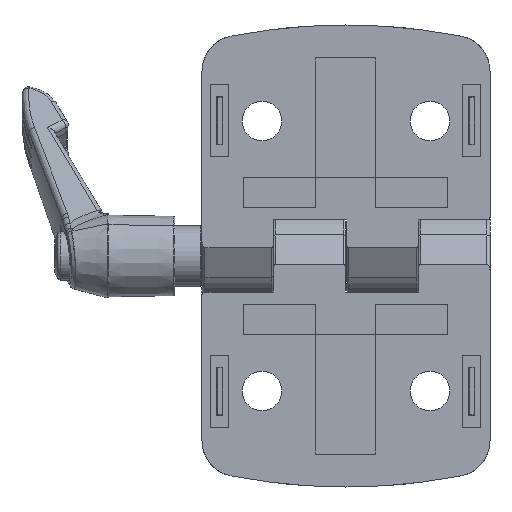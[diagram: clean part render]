
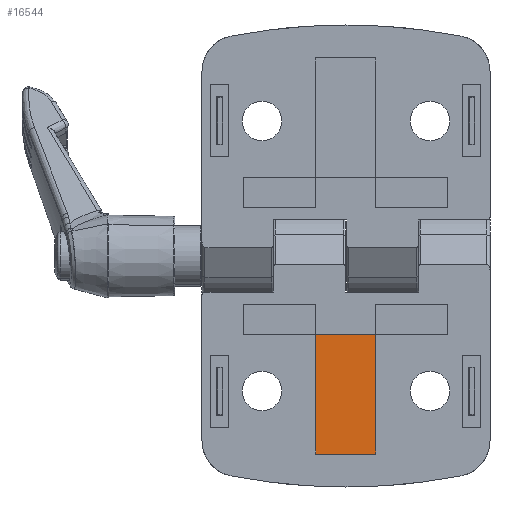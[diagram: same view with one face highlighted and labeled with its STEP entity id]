
A CAD part, front view. The second image highlights one B-rep face of the part: STEP entity #16544.
In plain terms, the highlighted planar face has unit normal (0, -1, 0).
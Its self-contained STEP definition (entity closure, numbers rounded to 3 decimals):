
#1122 = ORIENTED_EDGE ( 'NONE', *, *, #14141, .T. ) ;
#2911 = VECTOR ( 'NONE', #18923, 1000. ) ;
#4500 = VECTOR ( 'NONE', #21782, 1000. ) ;
#4738 = VERTEX_POINT ( 'NONE', #5720 ) ;
#4991 = ORIENTED_EDGE ( 'NONE', *, *, #21867, .T. ) ;
#5720 = CARTESIAN_POINT ( 'NONE',  ( 5., 1.5, -33. ) ) ;
#6582 = EDGE_CURVE ( 'NONE', #19828, #9015, #20783, .T. ) ;
#7118 = DIRECTION ( 'NONE',  ( 1., 0., 0. ) ) ;
#7586 = CARTESIAN_POINT ( 'NONE',  ( 5., 1.5, -13.01 ) ) ;
#7951 = VECTOR ( 'NONE', #21342, 1000. ) ;
#8332 = CARTESIAN_POINT ( 'NONE',  ( -5., 1.5, -33. ) ) ;
#8925 = DIRECTION ( 'NONE',  ( 0., 0., -1. ) ) ;
#9015 = VERTEX_POINT ( 'NONE', #8332 ) ;
#10276 = LINE ( 'NONE', #14003, #7951 ) ;
#11804 = CARTESIAN_POINT ( 'NONE',  ( -5., 1.5, -13.01 ) ) ;
#12373 = ORIENTED_EDGE ( 'NONE', *, *, #6582, .T. ) ;
#12816 = LINE ( 'NONE', #7586, #4500 ) ;
#13346 = EDGE_CURVE ( 'NONE', #9015, #4738, #17709, .T. ) ;
#14003 = CARTESIAN_POINT ( 'NONE',  ( -5., 1.5, -13.01 ) ) ;
#14141 = EDGE_CURVE ( 'NONE', #22302, #19828, #10276, .T. ) ;
#14178 = DIRECTION ( 'NONE',  ( 0., -1., 0. ) ) ;
#14200 = VECTOR ( 'NONE', #7118, 1000. ) ;
#16260 = CARTESIAN_POINT ( 'NONE',  ( -5., 1.5, -33. ) ) ;
#16544 = ADVANCED_FACE ( 'NONE', ( #17792 ), #17680, .T. ) ;
#17443 = CARTESIAN_POINT ( 'NONE',  ( -5., 1.5, -13.01 ) ) ;
#17680 = PLANE ( 'NONE',  #22144 ) ;
#17709 = LINE ( 'NONE', #19343, #14200 ) ;
#17792 = FACE_OUTER_BOUND ( 'NONE', #19041, .T. ) ;
#18739 = CARTESIAN_POINT ( 'NONE',  ( 5., 1.5, -13.01 ) ) ;
#18923 = DIRECTION ( 'NONE',  ( 0., 0., -1. ) ) ;
#19041 = EDGE_LOOP ( 'NONE', ( #12373, #20392, #4991, #1122 ) ) ;
#19343 = CARTESIAN_POINT ( 'NONE',  ( -5., 1.5, -33. ) ) ;
#19828 = VERTEX_POINT ( 'NONE', #17443 ) ;
#20392 = ORIENTED_EDGE ( 'NONE', *, *, #13346, .T. ) ;
#20783 = LINE ( 'NONE', #11804, #2911 ) ;
#21342 = DIRECTION ( 'NONE',  ( -1., 0., 0. ) ) ;
#21782 = DIRECTION ( 'NONE',  ( 0., 0., 1. ) ) ;
#21867 = EDGE_CURVE ( 'NONE', #4738, #22302, #12816, .T. ) ;
#22144 = AXIS2_PLACEMENT_3D ( 'NONE', #16260, #14178, #8925 ) ;
#22302 = VERTEX_POINT ( 'NONE', #18739 ) ;
